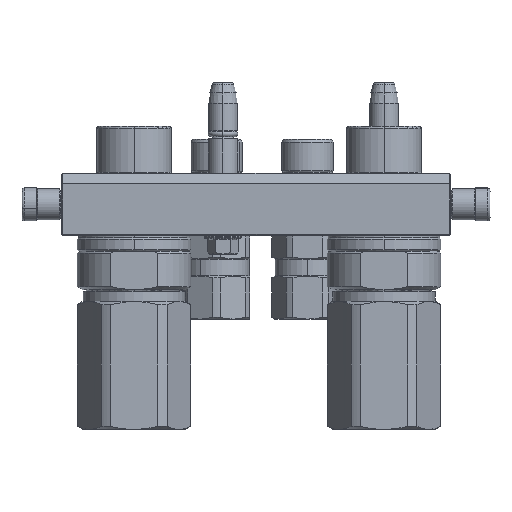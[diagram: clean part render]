
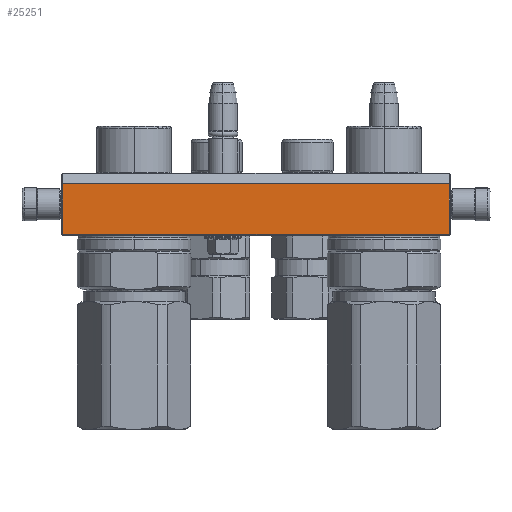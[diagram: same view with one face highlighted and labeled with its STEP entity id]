
A CAD part, left-side view. The second image highlights one B-rep face of the part: STEP entity #25251.
In plain terms, the highlighted face is planar.
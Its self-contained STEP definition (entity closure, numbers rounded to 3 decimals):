
#1358 = ORIENTED_EDGE ( 'NONE', *, *, #53091, .T. ) ;
#3076 = VECTOR ( 'NONE', #31492, 1000. ) ;
#4342 = CARTESIAN_POINT ( 'NONE',  ( 93.5, 5., -45. ) ) ;
#8303 = LINE ( 'NONE', #19395, #3076 ) ;
#9758 = AXIS2_PLACEMENT_3D ( 'NONE', #45600, #32893, #20756 ) ;
#11254 = FACE_OUTER_BOUND ( 'NONE', #52583, .T. ) ;
#12481 = ORIENTED_EDGE ( 'NONE', *, *, #19052, .F. ) ;
#14225 = VECTOR ( 'NONE', #37271, 1000. ) ;
#15388 = CARTESIAN_POINT ( 'NONE',  ( -93.5, 5., -45. ) ) ;
#19052 = EDGE_CURVE ( 'NONE', #35344, #23176, #31262, .T. ) ;
#19385 = DIRECTION ( 'NONE',  ( 0., 1., 0. ) ) ;
#19395 = CARTESIAN_POINT ( 'NONE',  ( 93.5, 29.5, -45. ) ) ;
#20093 = LINE ( 'NONE', #45247, #14225 ) ;
#20756 = DIRECTION ( 'NONE',  ( -1., 0., 0. ) ) ;
#21463 = VECTOR ( 'NONE', #32312, 1000. ) ;
#23176 = VERTEX_POINT ( 'NONE', #43662 ) ;
#25251 = ADVANCED_FACE ( 'NONE', ( #11254 ), #45069, .T. ) ;
#28640 = ORIENTED_EDGE ( 'NONE', *, *, #52644, .T. ) ;
#31262 = LINE ( 'NONE', #40063, #48822 ) ;
#31492 = DIRECTION ( 'NONE',  ( -1., 0., 0. ) ) ;
#32312 = DIRECTION ( 'NONE',  ( 0., 1., 0. ) ) ;
#32893 = DIRECTION ( 'NONE',  ( 0., 0., -1. ) ) ;
#35344 = VERTEX_POINT ( 'NONE', #4342 ) ;
#36497 = CARTESIAN_POINT ( 'NONE',  ( -93.5, 29.5, -45. ) ) ;
#37271 = DIRECTION ( 'NONE',  ( -1., 0., 0. ) ) ;
#40063 = CARTESIAN_POINT ( 'NONE',  ( 93.5, 5., -45. ) ) ;
#40625 = ORIENTED_EDGE ( 'NONE', *, *, #42584, .F. ) ;
#41630 = LINE ( 'NONE', #49355, #21463 ) ;
#42584 = EDGE_CURVE ( 'NONE', #23176, #53532, #8303, .T. ) ;
#43662 = CARTESIAN_POINT ( 'NONE',  ( 93.5, 29.5, -45. ) ) ;
#45069 = PLANE ( 'NONE',  #9758 ) ;
#45247 = CARTESIAN_POINT ( 'NONE',  ( 93.5, 5., -45. ) ) ;
#45600 = CARTESIAN_POINT ( 'NONE',  ( 94., 0., -45. ) ) ;
#48429 = VERTEX_POINT ( 'NONE', #15388 ) ;
#48822 = VECTOR ( 'NONE', #19385, 1000. ) ;
#49355 = CARTESIAN_POINT ( 'NONE',  ( -93.5, 5., -45. ) ) ;
#52583 = EDGE_LOOP ( 'NONE', ( #28640, #40625, #12481, #1358 ) ) ;
#52644 = EDGE_CURVE ( 'NONE', #48429, #53532, #41630, .T. ) ;
#53091 = EDGE_CURVE ( 'NONE', #35344, #48429, #20093, .T. ) ;
#53532 = VERTEX_POINT ( 'NONE', #36497 ) ;
